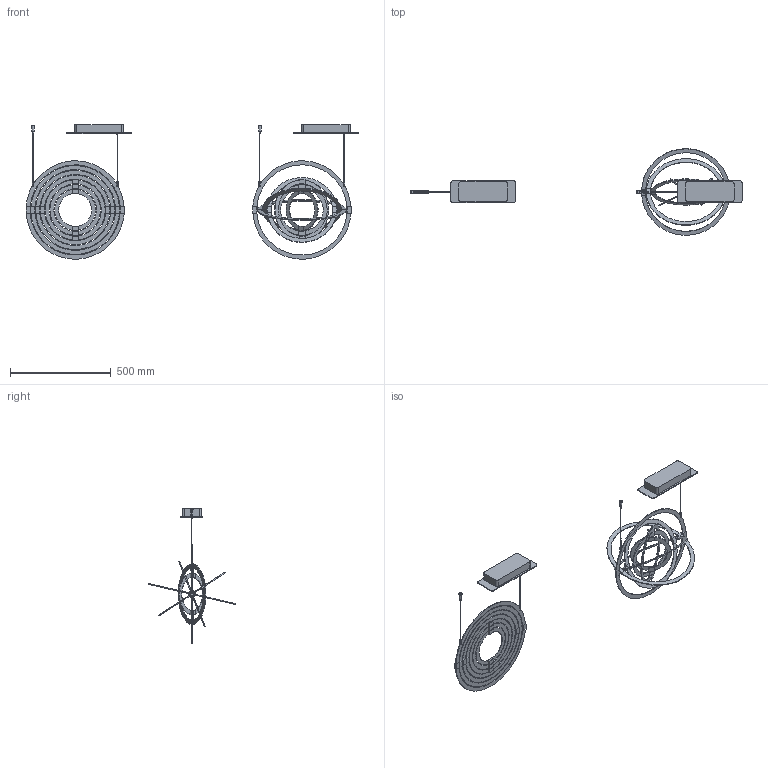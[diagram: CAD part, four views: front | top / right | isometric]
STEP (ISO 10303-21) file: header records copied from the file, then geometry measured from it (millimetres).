
FILE_DESCRIPTION(/* description */ (''),/* implementation_level */ '2;1');
FILE_NAME(/* name */ 'COPERNICO 500',/* time_stamp */ '2012-11-06T18:45:24+01:00',/* author */ (''),/* organization */ (''),/* preprocessor_version */ 'ST-DEVELOPER v10',/* originating_system */ '',/* authorisation */ '');
FILE_SCHEMA (('CONFIG_CONTROL_DESIGN'));
Length unit declared in the file: millimetre
Products named in the file (1): 1
Bounding box: 1651.2 x 430.72 x 667.2 mm (x, y, z)
Volume: 3541155.8 mm3; surface area: 1071289.7 mm2
Topology: 84 solids, 84 shells, 584 faces, 1299 edges, 906 vertices
Faces by surface type: plane 332, bspline 252
Entity records: 16612 total; most frequent: CARTESIAN_POINT 7993, ORIENTED_EDGE 2560, EDGE_CURVE 1280, VERTEX_POINT 868, B_SPLINE_CURVE_WITH_KNOTS 771, EDGE_LOOP 648, ADVANCED_FACE 584, FACE_OUTER_BOUND 584
